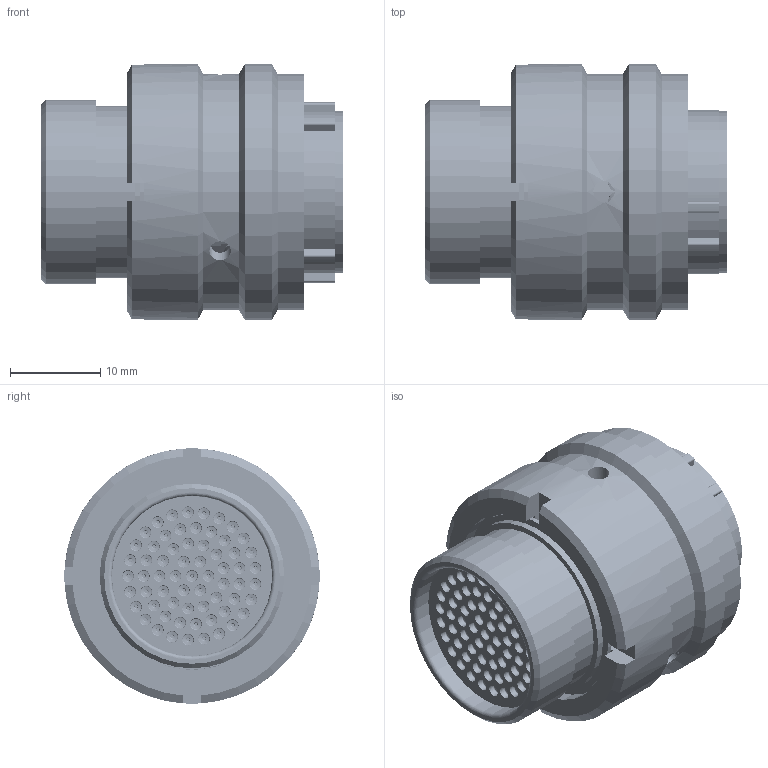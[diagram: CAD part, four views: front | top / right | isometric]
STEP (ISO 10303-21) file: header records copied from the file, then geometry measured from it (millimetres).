
FILE_DESCRIPTION (( 'STEP AP214' ), '1' );
FILE_NAME ('ASDD614-64PB.STEP', '2021-02-24T16:58:18', ( 'TE Connectivity' ), ( 'TE Connectivity' ), 'SwSTEP 2.0', 'SolidWorks 2016', '' );
FILE_SCHEMA (( 'AUTOMOTIVE_DESIGN' ));
Length unit declared in the file: millimetre
Products named in the file (1): ASDD614-64PB
Bounding box: 33.37 x 28.3 x 28.3 mm (x, y, z)
Volume: 10074 mm3; surface area: 14923.5 mm2
Topology: 73 solids, 73 shells, 3343 faces, 7636 edges, 4641 vertices
Faces by surface type: cylinder 1102, torus 774, plane 674, cone 652, sphere 132, bspline 9
Entity records: 137087 total; most frequent: CARTESIAN_POINT 23086, DIRECTION 17721, ORIENTED_EDGE 14736, AXIS2_PLACEMENT_3D 7889, EDGE_CURVE 7368, CIRCLE 4554, VERTEX_POINT 4505, EDGE_LOOP 4075
